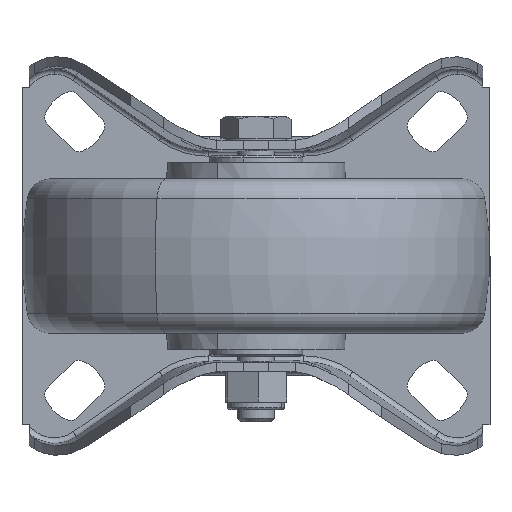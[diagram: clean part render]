
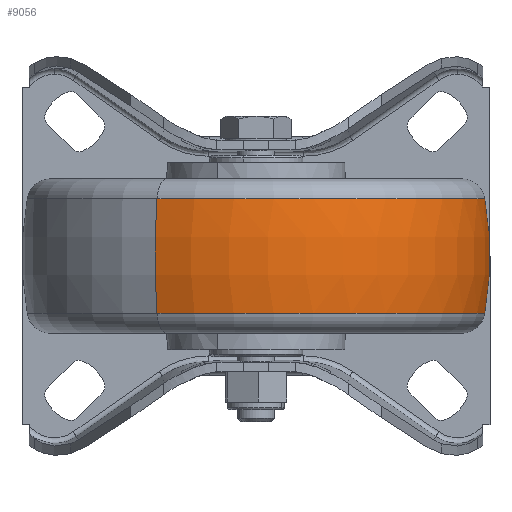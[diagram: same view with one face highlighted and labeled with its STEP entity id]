
A CAD part, front view. The second image highlights one B-rep face of the part: STEP entity #9056.
In plain terms, the highlighted toroidal (fillet/blend) face has major radius 30 mm and minor radius 80 mm.
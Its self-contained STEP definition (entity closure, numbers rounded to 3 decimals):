
#535 = CARTESIAN_POINT ( 'NONE',  ( 21.176, -33.75, 12.255 ) ) ;
#538 = EDGE_LOOP ( 'NONE', ( #15246, #4228, #4208, #15601 ) ) ;
#1321 = VERTEX_POINT ( 'NONE', #18676 ) ;
#2070 = CARTESIAN_POINT ( 'NONE',  ( 21.176, -33.75, -12.255 ) ) ;
#2880 = CARTESIAN_POINT ( 'NONE',  ( 0., -78., 0. ) ) ;
#3412 = CARTESIAN_POINT ( 'NONE',  ( -21.176, -122.25, 12.255 ) ) ;
#3875 = CARTESIAN_POINT ( 'NONE',  ( -12.95, -105.061, 0. ) ) ;
#4208 = ORIENTED_EDGE ( 'NONE', *, *, #8974, .T. ) ;
#4228 = ORIENTED_EDGE ( 'NONE', *, *, #12322, .T. ) ;
#4297 = DIRECTION ( 'NONE',  ( -0.432, -0.902, 0. ) ) ;
#5426 = DIRECTION ( 'NONE',  ( 0.902, -0.432, 0. ) ) ;
#5465 = DIRECTION ( 'NONE',  ( 0., 0., 1. ) ) ;
#5815 = DIRECTION ( 'NONE',  ( 0.432, 0.902, 0. ) ) ;
#6532 = CIRCLE ( 'NONE', #18832, 80. ) ;
#7331 = DIRECTION ( 'NONE',  ( -0.902, 0.432, 0. ) ) ;
#8147 = AXIS2_PLACEMENT_3D ( 'NONE', #2880, #18125, #5815 ) ;
#8416 = DIRECTION ( 'NONE',  ( 0.432, 0.902, 0. ) ) ;
#8974 = EDGE_CURVE ( 'NONE', #15458, #10632, #6532, .T. ) ;
#8988 = TOROIDAL_SURFACE ( 'NONE', #8147, -30., 80. ) ;
#9056 = ADVANCED_FACE ( 'NONE', ( #18950 ), #8988, .T. ) ;
#9171 = CIRCLE ( 'NONE', #13240, 49.056 ) ;
#9557 = CIRCLE ( 'NONE', #17426, 49.056 ) ;
#10063 = DIRECTION ( 'NONE',  ( 0., 0., 1. ) ) ;
#10551 = VERTEX_POINT ( 'NONE', #3412 ) ;
#10632 = VERTEX_POINT ( 'NONE', #535 ) ;
#11448 = EDGE_CURVE ( 'NONE', #10551, #10632, #9171, .T. ) ;
#12129 = EDGE_CURVE ( 'NONE', #1321, #10551, #18201, .T. ) ;
#12322 = EDGE_CURVE ( 'NONE', #1321, #15458, #9557, .T. ) ;
#13240 = AXIS2_PLACEMENT_3D ( 'NONE', #16103, #10063, #8416 ) ;
#13429 = CARTESIAN_POINT ( 'NONE',  ( 0., -78., -12.255 ) ) ;
#14816 = AXIS2_PLACEMENT_3D ( 'NONE', #16646, #7331, #4297 ) ;
#14923 = DIRECTION ( 'NONE',  ( 0.432, 0.902, 0. ) ) ;
#15246 = ORIENTED_EDGE ( 'NONE', *, *, #12129, .F. ) ;
#15458 = VERTEX_POINT ( 'NONE', #2070 ) ;
#15601 = ORIENTED_EDGE ( 'NONE', *, *, #11448, .F. ) ;
#16103 = CARTESIAN_POINT ( 'NONE',  ( 0., -78., 12.255 ) ) ;
#16295 = DIRECTION ( 'NONE',  ( 0.432, 0.902, 0. ) ) ;
#16646 = CARTESIAN_POINT ( 'NONE',  ( 12.95, -50.939, 0. ) ) ;
#17426 = AXIS2_PLACEMENT_3D ( 'NONE', #13429, #5465, #14923 ) ;
#18125 = DIRECTION ( 'NONE',  ( 0., 0., 1. ) ) ;
#18201 = CIRCLE ( 'NONE', #14816, 80. ) ;
#18676 = CARTESIAN_POINT ( 'NONE',  ( -21.176, -122.25, -12.255 ) ) ;
#18832 = AXIS2_PLACEMENT_3D ( 'NONE', #3875, #5426, #16295 ) ;
#18950 = FACE_OUTER_BOUND ( 'NONE', #538, .T. ) ;
